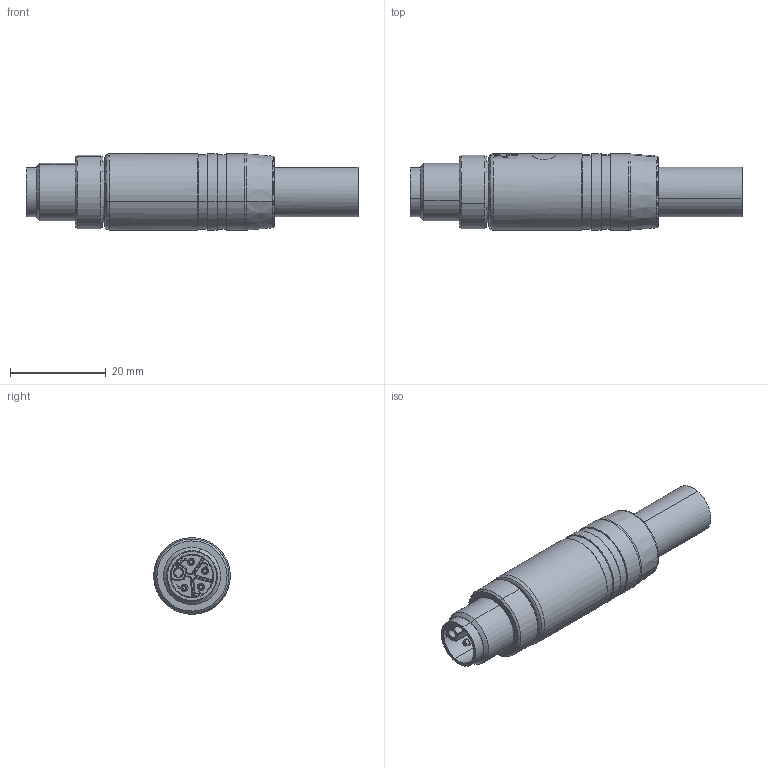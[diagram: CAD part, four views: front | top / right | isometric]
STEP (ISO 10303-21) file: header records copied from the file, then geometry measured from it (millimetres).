
FILE_DESCRIPTION((''),'2;1');
FILE_NAME('CAD-7292','2021-07-28T12:46:26',('creinig-se'),(''),'CREO PARAMETRIC BY PTC INC, 2019292','CREO PARAMETRIC BY PTC INC, 2019292','');
FILE_SCHEMA(('CONFIG_CONTROL_DESIGN','SHAPE_APPEARANCE_LAYERS_GROUPS'));
Length unit declared in the file: millimetre
Products named in the file (1): CAD-7292
Bounding box: 69.5 x 16 x 16 mm (x, y, z)
Volume: 10311.7 mm3; surface area: 3944.1 mm2
Topology: 1 solids, 1 shells, 332 faces, 835 edges, 519 vertices
Faces by surface type: plane 104, cylinder 88, torus 81, bspline 36, extrusion 13, cone 10
Entity records: 17700 total; most frequent: CARTESIAN_POINT 4183, DIRECTION 1730, ORIENTED_EDGE 1650, PRESENTATION_STYLE_ASSIGNMENT 1084, STYLED_ITEM 837, CURVE_STYLE 836, EDGE_CURVE 825, AXIS2_PLACEMENT_3D 694
